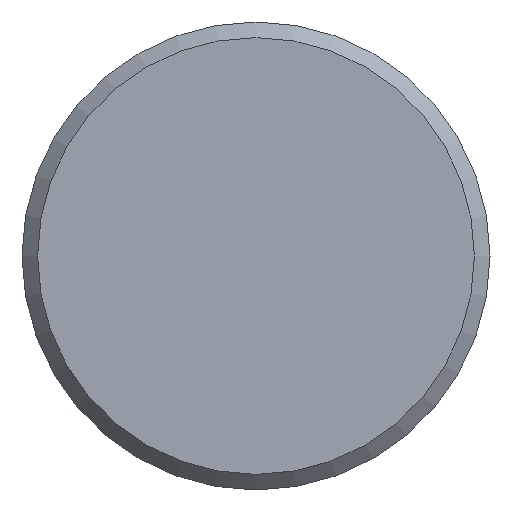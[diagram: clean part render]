
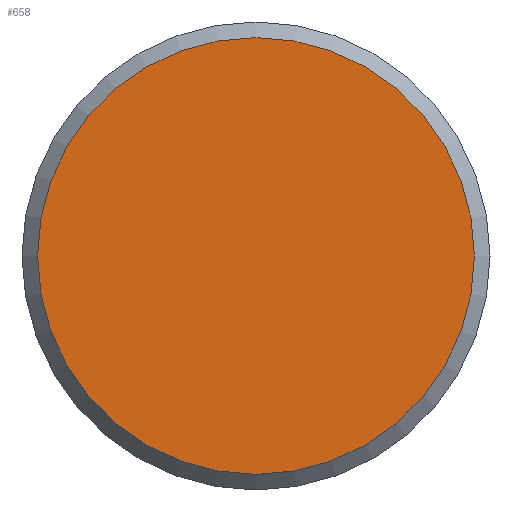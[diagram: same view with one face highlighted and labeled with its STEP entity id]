
A CAD part, front view. The second image highlights one B-rep face of the part: STEP entity #658.
In plain terms, the highlighted planar face has unit normal (0, -1, 0).
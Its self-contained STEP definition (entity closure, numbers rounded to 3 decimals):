
#37=PLANE('',#729);
#53=FACE_OUTER_BOUND('',#92,.T.);
#92=EDGE_LOOP('',(#442));
#213=CIRCLE('',#730,14.);
#275=VERTEX_POINT('',#1080);
#343=EDGE_CURVE('',#275,#275,#213,.T.);
#442=ORIENTED_EDGE('',*,*,#343,.F.);
#658=ADVANCED_FACE('',(#53),#37,.T.);
#729=AXIS2_PLACEMENT_3D('',#1079,#852,#853);
#730=AXIS2_PLACEMENT_3D('',#1081,#854,#855);
#852=DIRECTION('center_axis',(0.,-1.,0.));
#853=DIRECTION('ref_axis',(0.,0.,-1.));
#854=DIRECTION('center_axis',(0.,1.,0.));
#855=DIRECTION('ref_axis',(-1.,0.,0.));
#1079=CARTESIAN_POINT('Origin',(-2.121,-34.5,1.172));
#1080=CARTESIAN_POINT('',(4.379,-34.5,1.172));
#1081=CARTESIAN_POINT('Origin',(-9.621,-34.5,1.172));
